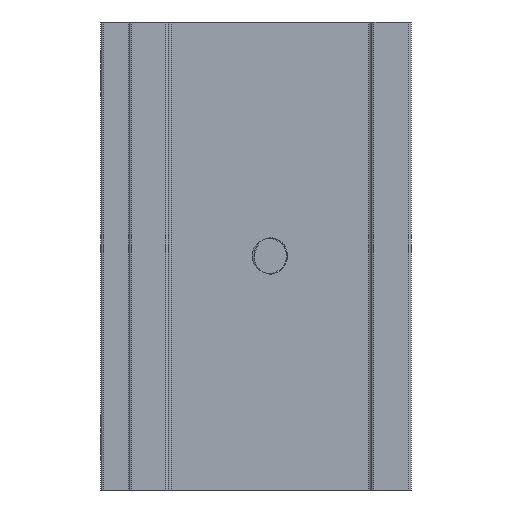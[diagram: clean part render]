
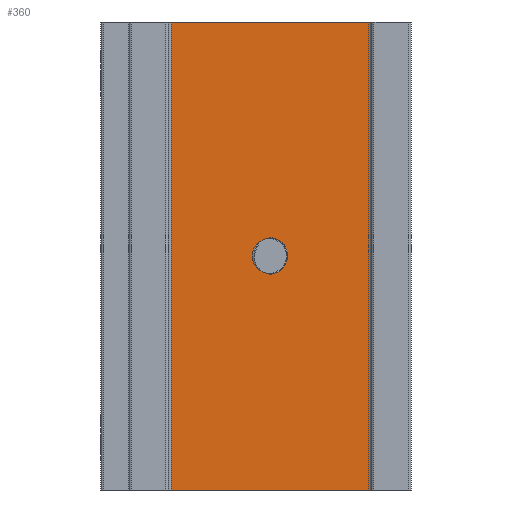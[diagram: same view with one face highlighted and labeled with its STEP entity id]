
A CAD part, front view. The second image highlights one B-rep face of the part: STEP entity #360.
In plain terms, the highlighted planar face has unit normal (0, -1, 0).
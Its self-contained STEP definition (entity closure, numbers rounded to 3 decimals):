
#231=CARTESIAN_POINT('',(310.853,184.439,45.0));
#232=VERTEX_POINT('',#231);
#233=CARTESIAN_POINT('',(314.176,184.439,45.0));
#234=DIRECTION('',(0.0,1.0,0.0));
#235=DIRECTION('',(1.0,0.0,0.0));
#236=AXIS2_PLACEMENT_3D('',#233,#234,#235);
#237=CIRCLE('',#236,3.324);
#238=EDGE_CURVE('',#232,#232,#237,.T.);
#299=CARTESIAN_POINT('',(333.306,184.439,90.0));
#300=VERTEX_POINT('',#299);
#308=CARTESIAN_POINT('',(333.306,184.439,0.0));
#309=VERTEX_POINT('',#308);
#310=CARTESIAN_POINT('',(333.306,184.439,0.0));
#311=DIRECTION('',(0.0,0.0,1.0));
#312=VECTOR('',#311,90.0);
#313=LINE('',#310,#312);
#314=EDGE_CURVE('',#309,#300,#313,.T.);
#327=CARTESIAN_POINT('',(333.306,184.439,0.0));
#328=DIRECTION('',(0.0,-1.0,0.0));
#329=DIRECTION('',(0.0,0.0,-1.0));
#330=AXIS2_PLACEMENT_3D('',#327,#328,#329);
#331=PLANE('',#330);
#332=CARTESIAN_POINT('',(295.306,184.439,90.0));
#333=VERTEX_POINT('',#332);
#334=CARTESIAN_POINT('',(333.306,184.439,90.0));
#335=DIRECTION('',(-1.0,0.0,0.0));
#336=VECTOR('',#335,38.);
#337=LINE('',#334,#336);
#338=EDGE_CURVE('',#300,#333,#337,.T.);
#339=ORIENTED_EDGE('',*,*,#338,.T.);
#340=CARTESIAN_POINT('',(295.306,184.439,0.0));
#341=VERTEX_POINT('',#340);
#342=CARTESIAN_POINT('',(295.306,184.439,0.0));
#343=DIRECTION('',(0.0,0.0,1.0));
#344=VECTOR('',#343,90.0);
#345=LINE('',#342,#344);
#346=EDGE_CURVE('',#341,#333,#345,.T.);
#347=ORIENTED_EDGE('',*,*,#346,.F.);
#348=CARTESIAN_POINT('',(295.306,184.439,0.0));
#349=DIRECTION('',(1.0,0.0,0.0));
#350=VECTOR('',#349,38.);
#351=LINE('',#348,#350);
#352=EDGE_CURVE('',#341,#309,#351,.T.);
#353=ORIENTED_EDGE('',*,*,#352,.T.);
#354=ORIENTED_EDGE('',*,*,#314,.T.);
#355=EDGE_LOOP('',(#339,#347,#353,#354));
#356=FACE_OUTER_BOUND('',#355,.T.);
#357=ORIENTED_EDGE('',*,*,#238,.T.);
#358=EDGE_LOOP('',(#357));
#359=FACE_BOUND('',#358,.T.);
#360=ADVANCED_FACE('',(#356,#359),#331,.T.);
